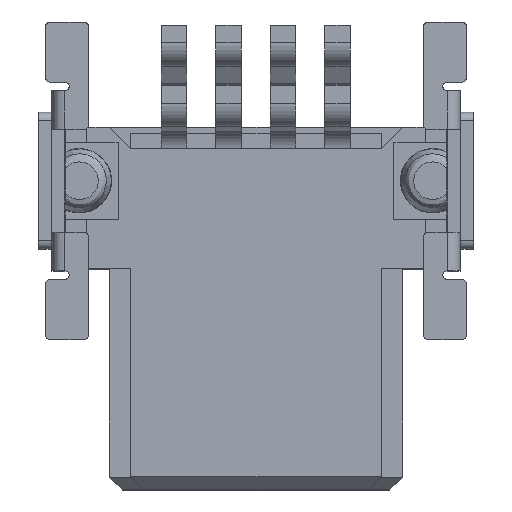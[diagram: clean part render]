
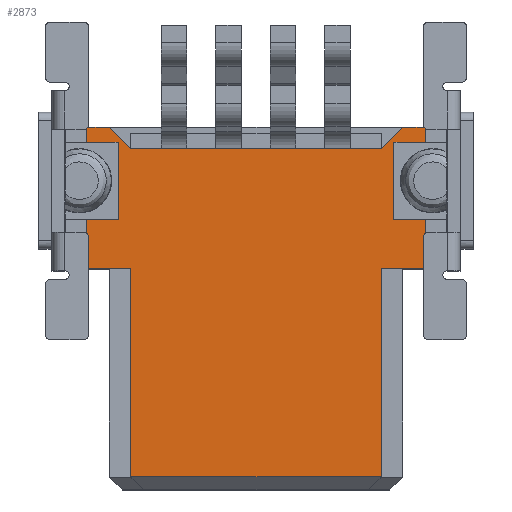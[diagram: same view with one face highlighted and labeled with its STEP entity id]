
A CAD part, top view. The second image highlights one B-rep face of the part: STEP entity #2873.
In plain terms, the highlighted planar face has unit normal (0, 0, 1).
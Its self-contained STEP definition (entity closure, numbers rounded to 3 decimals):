
#2873=ADVANCED_FACE('',(#3674),#3258,.T.);
#3258=PLANE('',#11424);
#3674=FACE_OUTER_BOUND('',#4146,.T.);
#4146=EDGE_LOOP('',(#6078,#6079,#6080,#6081,#6082,#6083,#6084,#6085,#6086,
#6087,#6088,#6089,#6090,#6091,#6092,#6093,#6094,#6095,#6096,#6097));
#6078=ORIENTED_EDGE('',*,*,#8675,.T.);
#6079=ORIENTED_EDGE('',*,*,#8662,.T.);
#6080=ORIENTED_EDGE('',*,*,#8677,.T.);
#6081=ORIENTED_EDGE('',*,*,#8658,.T.);
#6082=ORIENTED_EDGE('',*,*,#8299,.T.);
#6083=ORIENTED_EDGE('',*,*,#8300,.T.);
#6084=ORIENTED_EDGE('',*,*,#8304,.T.);
#6085=ORIENTED_EDGE('',*,*,#8316,.T.);
#6086=ORIENTED_EDGE('',*,*,#8319,.T.);
#6087=ORIENTED_EDGE('',*,*,#8324,.T.);
#6088=ORIENTED_EDGE('',*,*,#8336,.T.);
#6089=ORIENTED_EDGE('',*,*,#8641,.T.);
#6090=ORIENTED_EDGE('',*,*,#8625,.T.);
#6091=ORIENTED_EDGE('',*,*,#8629,.T.);
#6092=ORIENTED_EDGE('',*,*,#8630,.T.);
#6093=ORIENTED_EDGE('',*,*,#8633,.T.);
#6094=ORIENTED_EDGE('',*,*,#8678,.T.);
#6095=ORIENTED_EDGE('',*,*,#7818,.T.);
#6096=ORIENTED_EDGE('',*,*,#8679,.T.);
#6097=ORIENTED_EDGE('',*,*,#8680,.F.);
#6944=VERTEX_POINT('',#14089);
#6945=VERTEX_POINT('',#14091);
#7266=VERTEX_POINT('',#15119);
#7267=VERTEX_POINT('',#15121);
#7268=VERTEX_POINT('',#15125);
#7269=VERTEX_POINT('',#15130);
#7278=VERTEX_POINT('',#15155);
#7280=VERTEX_POINT('',#15162);
#7283=VERTEX_POINT('',#15170);
#7288=VERTEX_POINT('',#15193);
#7482=VERTEX_POINT('',#15825);
#7483=VERTEX_POINT('',#15827);
#7484=VERTEX_POINT('',#15832);
#7485=VERTEX_POINT('',#15836);
#7486=VERTEX_POINT('',#15840);
#7500=VERTEX_POINT('',#15890);
#7503=VERTEX_POINT('',#15897);
#7504=VERTEX_POINT('',#15899);
#7512=VERTEX_POINT('',#15925);
#7513=VERTEX_POINT('',#15931);
#7818=EDGE_CURVE('',#6945,#6944,#9099,.T.);
#8299=EDGE_CURVE('',#7266,#7267,#9488,.T.);
#8300=EDGE_CURVE('',#7267,#7268,#9489,.T.);
#8304=EDGE_CURVE('',#7268,#7269,#9493,.T.);
#8316=EDGE_CURVE('',#7269,#7278,#9505,.T.);
#8319=EDGE_CURVE('',#7278,#7280,#9508,.T.);
#8324=EDGE_CURVE('',#7280,#7283,#9513,.T.);
#8336=EDGE_CURVE('',#7283,#7288,#9525,.T.);
#8625=EDGE_CURVE('',#7483,#7482,#9722,.T.);
#8629=EDGE_CURVE('',#7482,#7484,#9726,.T.);
#8630=EDGE_CURVE('',#7484,#7485,#9727,.T.);
#8633=EDGE_CURVE('',#7485,#7486,#9730,.T.);
#8641=EDGE_CURVE('',#7288,#7483,#9738,.T.);
#8658=EDGE_CURVE('',#7500,#7266,#9755,.T.);
#8662=EDGE_CURVE('',#7504,#7503,#9759,.T.);
#8675=EDGE_CURVE('',#7512,#7504,#9772,.T.);
#8677=EDGE_CURVE('',#7503,#7500,#9774,.T.);
#8678=EDGE_CURVE('',#7486,#6945,#9775,.T.);
#8679=EDGE_CURVE('',#6944,#7513,#9776,.T.);
#8680=EDGE_CURVE('',#7512,#7513,#9777,.T.);
#9099=LINE('',#14090,#10035);
#9488=LINE('',#15122,#10424);
#9489=LINE('',#15124,#10425);
#9493=LINE('',#15131,#10429);
#9505=LINE('',#15156,#10441);
#9508=LINE('',#15161,#10444);
#9513=LINE('',#15171,#10449);
#9525=LINE('',#15194,#10461);
#9722=LINE('',#15826,#10658);
#9726=LINE('',#15833,#10662);
#9727=LINE('',#15835,#10663);
#9730=LINE('',#15841,#10666);
#9738=LINE('',#15855,#10674);
#9755=LINE('',#15889,#10691);
#9759=LINE('',#15898,#10695);
#9772=LINE('',#15924,#10708);
#9774=LINE('',#15928,#10710);
#9775=LINE('',#15929,#10711);
#9776=LINE('',#15930,#10712);
#9777=LINE('',#15932,#10713);
#10035=VECTOR('',#11730,1.);
#10424=VECTOR('',#12631,1.);
#10425=VECTOR('',#12634,1.);
#10429=VECTOR('',#12640,1.);
#10441=VECTOR('',#12660,1.);
#10444=VECTOR('',#12665,1.);
#10449=VECTOR('',#12672,1.);
#10461=VECTOR('',#12696,1.);
#10658=VECTOR('',#13247,1.);
#10662=VECTOR('',#13253,1.);
#10663=VECTOR('',#13256,1.);
#10666=VECTOR('',#13261,1.);
#10674=VECTOR('',#13273,1.);
#10691=VECTOR('',#13306,1.);
#10695=VECTOR('',#13312,1.);
#10708=VECTOR('',#13335,1.);
#10710=VECTOR('',#13339,1.);
#10711=VECTOR('',#13340,1.);
#10712=VECTOR('',#13341,1.);
#10713=VECTOR('',#13342,1.);
#11424=AXIS2_PLACEMENT_3D('',#15933,#13343,#13344);
#11730=DIRECTION('',(-1.,0.,0.));
#12631=DIRECTION('',(0.,-1.,0.));
#12634=DIRECTION('',(-1.,0.,0.));
#12640=DIRECTION('',(0.,-1.,0.));
#12660=DIRECTION('',(1.,0.,0.));
#12665=DIRECTION('',(0.,-1.,0.));
#12672=DIRECTION('',(1.,0.,0.));
#12696=DIRECTION('',(0.,1.,0.));
#13247=DIRECTION('',(0.,1.,0.));
#13253=DIRECTION('',(-1.,0.,0.));
#13256=DIRECTION('',(0.,1.,0.));
#13261=DIRECTION('',(1.,0.,0.));
#13273=DIRECTION('',(1.,0.,0.));
#13306=DIRECTION('',(1.,0.,0.));
#13312=DIRECTION('',(-1.,0.,0.));
#13335=DIRECTION('',(-0.707,0.707,0.));
#13339=DIRECTION('',(0.,-1.,0.));
#13340=DIRECTION('',(0.,1.,0.));
#13341=DIRECTION('',(-0.707,-0.707,0.));
#13342=DIRECTION('',(1.,0.,0.));
#13343=DIRECTION('',(0.,0.,1.));
#13344=DIRECTION('',(0.,1.,0.));
#14089=CARTESIAN_POINT('',(4.32,2.188,2.785));
#14090=CARTESIAN_POINT('',(4.85,2.188,2.785));
#14091=CARTESIAN_POINT('',(4.85,2.188,2.785));
#15119=CARTESIAN_POINT('',(-2.31,1.838,2.785));
#15121=CARTESIAN_POINT('',(-2.31,0.038,2.785));
#15122=CARTESIAN_POINT('',(-2.31,1.838,2.785));
#15124=CARTESIAN_POINT('',(-2.31,0.038,2.785));
#15125=CARTESIAN_POINT('',(-3.04,0.038,2.785));
#15130=CARTESIAN_POINT('',(-3.04,-1.112,2.785));
#15131=CARTESIAN_POINT('',(-3.04,0.038,2.785));
#15155=CARTESIAN_POINT('',(-2.01,-1.112,2.785));
#15156=CARTESIAN_POINT('',(-3.04,-1.112,2.785));
#15161=CARTESIAN_POINT('',(-2.01,-1.112,2.785));
#15162=CARTESIAN_POINT('',(-2.01,-5.962,2.785));
#15170=CARTESIAN_POINT('',(3.82,-5.962,2.785));
#15171=CARTESIAN_POINT('',(-2.01,-5.962,2.785));
#15193=CARTESIAN_POINT('',(3.82,-1.112,2.785));
#15194=CARTESIAN_POINT('',(3.82,-5.962,2.785));
#15825=CARTESIAN_POINT('',(4.85,0.038,2.785));
#15826=CARTESIAN_POINT('',(4.85,-1.112,2.785));
#15827=CARTESIAN_POINT('',(4.85,-1.112,2.785));
#15832=CARTESIAN_POINT('',(4.12,0.038,2.785));
#15833=CARTESIAN_POINT('',(4.85,0.038,2.785));
#15835=CARTESIAN_POINT('',(4.12,0.038,2.785));
#15836=CARTESIAN_POINT('',(4.12,1.838,2.785));
#15840=CARTESIAN_POINT('',(4.85,1.838,2.785));
#15841=CARTESIAN_POINT('',(4.12,1.838,2.785));
#15855=CARTESIAN_POINT('',(3.82,-1.112,2.785));
#15889=CARTESIAN_POINT('',(-3.04,1.838,2.785));
#15890=CARTESIAN_POINT('',(-3.04,1.838,2.785));
#15897=CARTESIAN_POINT('',(-3.04,2.188,2.785));
#15898=CARTESIAN_POINT('',(-2.51,2.188,2.785));
#15899=CARTESIAN_POINT('',(-2.51,2.188,2.785));
#15924=CARTESIAN_POINT('',(-2.01,1.688,2.785));
#15925=CARTESIAN_POINT('',(-2.01,1.688,2.785));
#15928=CARTESIAN_POINT('',(-3.04,2.188,2.785));
#15929=CARTESIAN_POINT('',(4.85,1.838,2.785));
#15930=CARTESIAN_POINT('',(4.32,2.188,2.785));
#15931=CARTESIAN_POINT('',(3.82,1.688,2.785));
#15932=CARTESIAN_POINT('',(-2.01,1.688,2.785));
#15933=CARTESIAN_POINT('',(5.15,-6.162,2.785));
